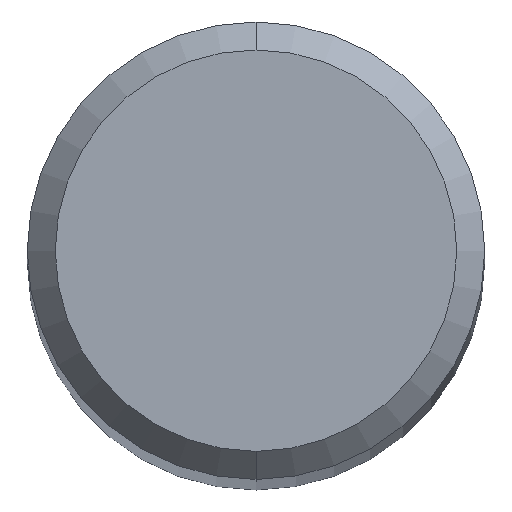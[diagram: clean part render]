
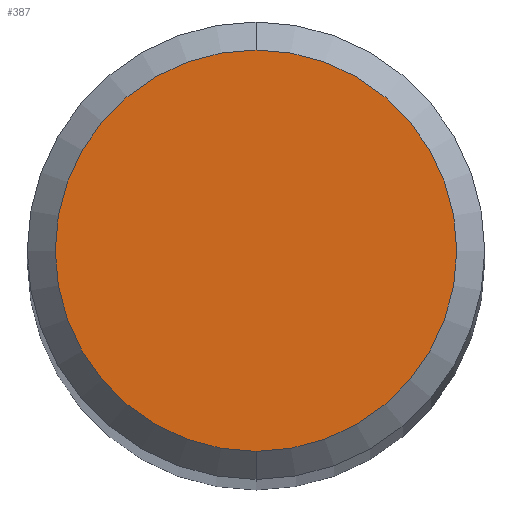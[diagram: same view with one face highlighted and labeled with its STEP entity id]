
A CAD part, top view. The second image highlights one B-rep face of the part: STEP entity #387.
In plain terms, the highlighted planar face has unit normal (0, 0, 1).
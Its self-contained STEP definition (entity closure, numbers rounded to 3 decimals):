
#229=VERTEX_POINT('',#618);
#321=EDGE_CURVE('',#479,#229,#720,.T.);
#387=ADVANCED_FACE('',(#793),#794,.T.);
#479=VERTEX_POINT('',#897);
#557=EDGE_CURVE('',#229,#479,#984,.T.);
#618=CARTESIAN_POINT('',(0.0,2.15,0.0));
#720=CIRCLE('',#1271,2.15);
#793=FACE_OUTER_BOUND('',#1367,.T.);
#794=PLANE('',#1368);
#897=CARTESIAN_POINT('',(0.,-2.15,0.0));
#984=CIRCLE('',#1704,2.15);
#1271=AXIS2_PLACEMENT_3D('',#1905,#1906,#1907);
#1367=EDGE_LOOP('',(#1981,#1982));
#1368=AXIS2_PLACEMENT_3D('',#1983,#1984,#1985);
#1704=AXIS2_PLACEMENT_3D('',#2227,#2228,#2229);
#1905=CARTESIAN_POINT('',(0.0,0.0,0.0));
#1906=DIRECTION('',(0.0,0.0,-1.0));
#1907=DIRECTION('',(0.0,1.0,0.0));
#1981=ORIENTED_EDGE('',*,*,#557,.F.);
#1982=ORIENTED_EDGE('',*,*,#321,.F.);
#1983=CARTESIAN_POINT('',(0.0,1.075,0.0));
#1984=DIRECTION('',(-0.0,0.0,1.0));
#1985=DIRECTION('',(0.0,-1.0,0.0));
#2227=CARTESIAN_POINT('',(0.0,0.0,0.0));
#2228=DIRECTION('',(0.0,0.0,-1.0));
#2229=DIRECTION('',(0.0,1.0,0.0));
